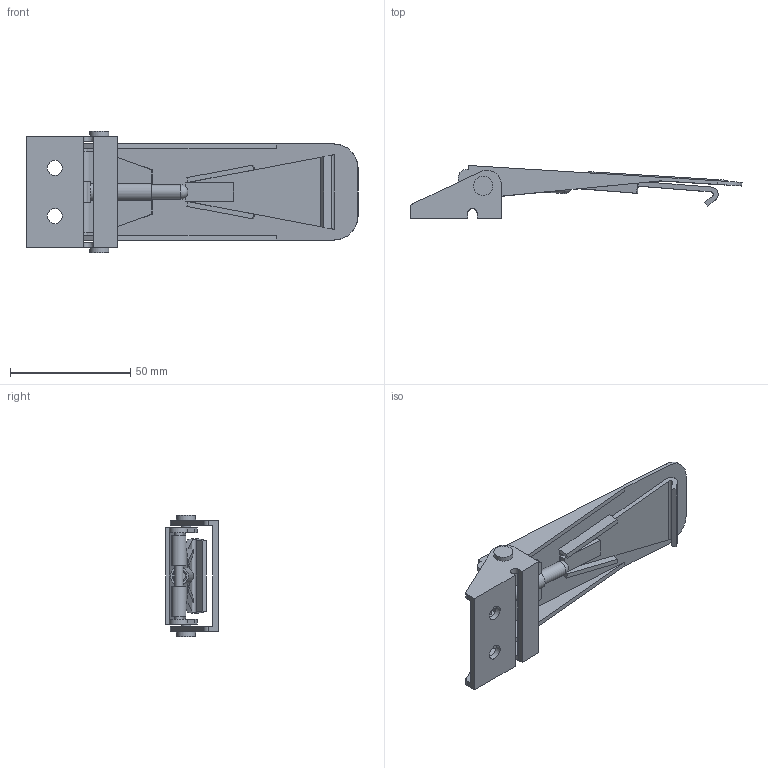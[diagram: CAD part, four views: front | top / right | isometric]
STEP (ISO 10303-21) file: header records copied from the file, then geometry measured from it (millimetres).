
FILE_DESCRIPTION( ( 'STEP AP214' ), '1' );
FILE_NAME( 'K0048.16313911.stp', '2019-05-29T14:13:14', ( '' ), ( '' ), ' ', 'PARTsolutions', ' ' );
FILE_SCHEMA( ( 'AUTOMOTIVE_DESIGN { 1 0 10303 214 1 1 1 1 }' ) );
Length unit declared in the file: millimetre
Products named in the file (6): K0048.16313911; _K0048.1631391_dummy_1; _A_griff; _2300LGGSNS; _K0048_verbindung_6; _K0048_spannhaken_6
Assembly tree (5 placements, depth 2):
  K0048.16313911
    _K0048.1631391_dummy_1
    _A_griff
    _2300LGGSNS
    _K0048_verbindung_6
    _K0048_spannhaken_6
Bounding box: 138.25 x 22 x 50.5 mm (x, y, z)
Volume: 22604.1 mm3; surface area: 25270.3 mm2
Topology: 4 solids, 4 shells, 118 faces, 311 edges, 208 vertices
Faces by surface type: plane 78, cylinder 36, cone 3, sphere 1
Full cylindrical faces by diameter (mm): 3.5 x3, 4 x4, 4.917 x1, 6 x1, 6.3 x2, 8 x2
Entity records: 4561 total; most frequent: DIRECTION 611, CARTESIAN_POINT 607, ORIENTED_EDGE 568, EDGE_CURVE 284, LINE 205, VECTOR 205, AXIS2_PLACEMENT_3D 203, VERTEX_POINT 198
